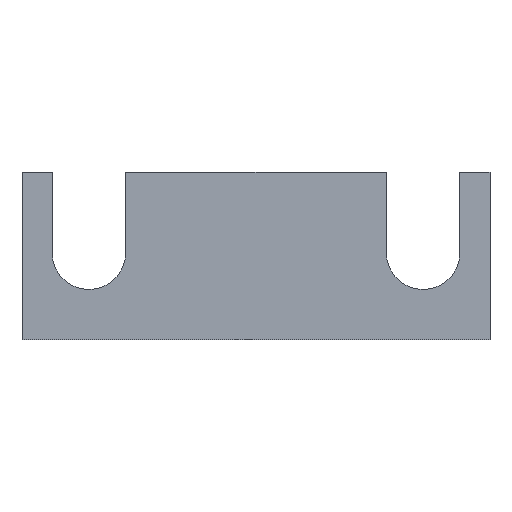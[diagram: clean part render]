
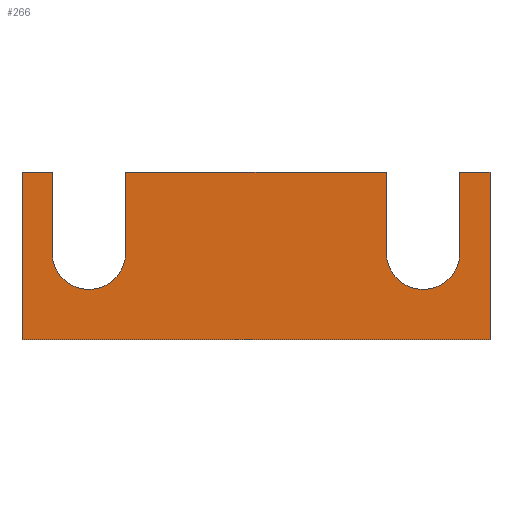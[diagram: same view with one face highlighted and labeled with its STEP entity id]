
A CAD part, top view. The second image highlights one B-rep face of the part: STEP entity #266.
In plain terms, the highlighted planar face has unit normal (0, 0, 1).
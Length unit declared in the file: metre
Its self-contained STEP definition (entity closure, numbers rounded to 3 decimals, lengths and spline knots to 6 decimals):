
#13=CIRCLE('',#287,0.0055);
#15=CIRCLE('',#293,0.0055);
#66=ORIENTED_EDGE('',*,*,#92,.F.);
#67=ORIENTED_EDGE('',*,*,#96,.T.);
#68=ORIENTED_EDGE('',*,*,#99,.T.);
#69=ORIENTED_EDGE('',*,*,#102,.F.);
#70=ORIENTED_EDGE('',*,*,#105,.T.);
#71=ORIENTED_EDGE('',*,*,#108,.T.);
#72=ORIENTED_EDGE('',*,*,#111,.T.);
#73=ORIENTED_EDGE('',*,*,#114,.F.);
#74=ORIENTED_EDGE('',*,*,#117,.F.);
#75=ORIENTED_EDGE('',*,*,#120,.T.);
#76=ORIENTED_EDGE('',*,*,#123,.T.);
#77=ORIENTED_EDGE('',*,*,#125,.F.);
#92=EDGE_CURVE('',#128,#129,#152,.T.);
#96=EDGE_CURVE('',#128,#131,#156,.T.);
#99=EDGE_CURVE('',#131,#133,#159,.T.);
#102=EDGE_CURVE('',#135,#133,#162,.T.);
#105=EDGE_CURVE('',#135,#137,#13,.T.);
#108=EDGE_CURVE('',#137,#139,#166,.T.);
#111=EDGE_CURVE('',#139,#141,#169,.T.);
#114=EDGE_CURVE('',#143,#141,#172,.T.);
#117=EDGE_CURVE('',#145,#143,#15,.T.);
#120=EDGE_CURVE('',#145,#147,#176,.T.);
#123=EDGE_CURVE('',#147,#149,#179,.T.);
#125=EDGE_CURVE('',#129,#149,#181,.T.);
#128=VERTEX_POINT('',#375);
#129=VERTEX_POINT('',#377);
#131=VERTEX_POINT('',#383);
#133=VERTEX_POINT('',#389);
#135=VERTEX_POINT('',#395);
#137=VERTEX_POINT('',#401);
#139=VERTEX_POINT('',#407);
#141=VERTEX_POINT('',#413);
#143=VERTEX_POINT('',#419);
#145=VERTEX_POINT('',#425);
#147=VERTEX_POINT('',#431);
#149=VERTEX_POINT('',#437);
#152=LINE('',#376,#184);
#156=LINE('',#384,#188);
#159=LINE('',#390,#191);
#162=LINE('',#396,#194);
#166=LINE('',#408,#198);
#169=LINE('',#414,#201);
#172=LINE('',#420,#204);
#176=LINE('',#432,#208);
#179=LINE('',#438,#211);
#181=LINE('',#441,#213);
#184=VECTOR('',#305,1.);
#188=VECTOR('',#311,1.);
#191=VECTOR('',#316,1.);
#194=VECTOR('',#321,1.);
#198=VECTOR('',#333,1.);
#201=VECTOR('',#338,1.);
#204=VECTOR('',#343,1.);
#208=VECTOR('',#355,1.);
#211=VECTOR('',#360,1.);
#213=VECTOR('',#364,1.);
#226=EDGE_LOOP('',(#66,#67,#68,#69,#70,#71,#72,#73,#74,#75,#76,#77));
#240=FACE_BOUND('',#226,.T.);
#252=PLANE('',#297);
#266=ADVANCED_FACE('',(#240),#252,.T.);
#287=AXIS2_PLACEMENT_3D('',#402,#327,#328);
#293=AXIS2_PLACEMENT_3D('',#426,#349,#350);
#297=AXIS2_PLACEMENT_3D('',#442,#365,#366);
#305=DIRECTION('',(-1.,0.,0.));
#311=DIRECTION('',(0.,1.,0.));
#316=DIRECTION('',(-1.,0.,0.));
#321=DIRECTION('',(0.,1.,0.));
#327=DIRECTION('',(0.,0.,-1.));
#328=DIRECTION('',(1.,0.,0.));
#333=DIRECTION('',(0.,1.,0.));
#338=DIRECTION('',(-1.,0.,0.));
#343=DIRECTION('',(0.,1.,0.));
#349=DIRECTION('',(0.,0.,1.));
#350=DIRECTION('',(1.,0.,0.));
#355=DIRECTION('',(0.,1.,0.));
#360=DIRECTION('',(-1.,0.,0.));
#364=DIRECTION('',(0.,1.,0.));
#365=DIRECTION('',(0.,0.,1.));
#366=DIRECTION('',(1.,0.,0.));
#375=CARTESIAN_POINT('',(0.035,-0.0125,0.000813));
#376=CARTESIAN_POINT('',(0.,-0.0125,0.000813));
#377=CARTESIAN_POINT('',(-0.035,-0.0125,0.000813));
#383=CARTESIAN_POINT('',(0.035,0.0125,0.000813));
#384=CARTESIAN_POINT('',(0.035,0.,0.000813));
#389=CARTESIAN_POINT('',(0.0305,0.0125,0.000813));
#390=CARTESIAN_POINT('',(0.03275,0.0125,0.000813));
#395=CARTESIAN_POINT('',(0.0305,0.0005,0.000813));
#396=CARTESIAN_POINT('',(0.0305,0.0065,0.000813));
#401=CARTESIAN_POINT('',(0.0195,0.0005,0.000813));
#402=CARTESIAN_POINT('',(0.025,0.0005,0.000813));
#407=CARTESIAN_POINT('',(0.0195,0.0125,0.000813));
#408=CARTESIAN_POINT('',(0.0195,0.0065,0.000813));
#413=CARTESIAN_POINT('',(-0.0195,0.0125,0.000813));
#414=CARTESIAN_POINT('',(0.,0.0125,0.000813));
#419=CARTESIAN_POINT('',(-0.0195,0.0005,0.000813));
#420=CARTESIAN_POINT('',(-0.0195,0.0065,0.000813));
#425=CARTESIAN_POINT('',(-0.0305,0.0005,0.000813));
#426=CARTESIAN_POINT('',(-0.025,0.0005,0.000813));
#431=CARTESIAN_POINT('',(-0.0305,0.0125,0.000813));
#432=CARTESIAN_POINT('',(-0.0305,0.0065,0.000813));
#437=CARTESIAN_POINT('',(-0.035,0.0125,0.000813));
#438=CARTESIAN_POINT('',(-0.03275,0.0125,0.000813));
#441=CARTESIAN_POINT('',(-0.035,0.,0.000813));
#442=CARTESIAN_POINT('',(0.,0.,0.000813));
